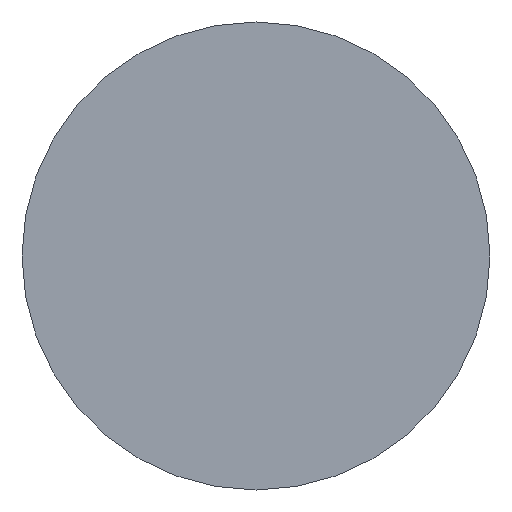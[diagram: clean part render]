
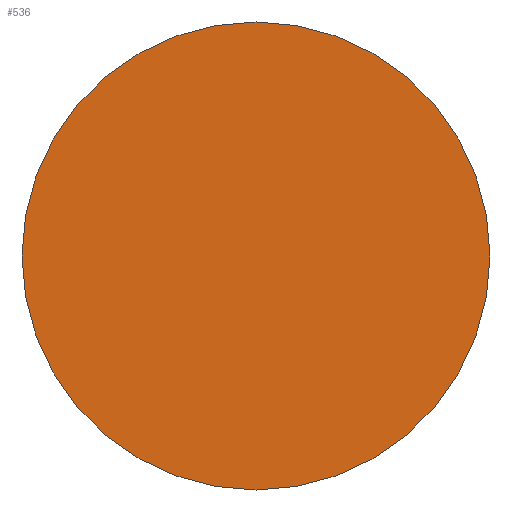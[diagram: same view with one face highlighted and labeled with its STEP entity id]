
A CAD part, front view. The second image highlights one B-rep face of the part: STEP entity #536.
In plain terms, the highlighted planar face has unit normal (0, -1, 0).
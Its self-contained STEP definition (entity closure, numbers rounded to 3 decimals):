
#52=PLANE('',#620);
#110=FACE_OUTER_BOUND('',#145,.T.);
#145=EDGE_LOOP('',(#465,#466));
#204=CIRCLE('',#615,10.);
#205=CIRCLE('',#616,10.);
#254=VERTEX_POINT('',#964);
#255=VERTEX_POINT('',#965);
#326=EDGE_CURVE('',#254,#255,#204,.T.);
#327=EDGE_CURVE('',#255,#254,#205,.T.);
#465=ORIENTED_EDGE('',*,*,#326,.T.);
#466=ORIENTED_EDGE('',*,*,#327,.T.);
#536=ADVANCED_FACE('',(#110),#52,.T.);
#615=AXIS2_PLACEMENT_3D('',#966,#753,#754);
#616=AXIS2_PLACEMENT_3D('',#967,#755,#756);
#620=AXIS2_PLACEMENT_3D('',#975,#764,#765);
#753=DIRECTION('center_axis',(0.,-1.,0.));
#754=DIRECTION('ref_axis',(-1.,0.,0.));
#755=DIRECTION('center_axis',(0.,-1.,0.));
#756=DIRECTION('ref_axis',(-1.,0.,0.));
#764=DIRECTION('center_axis',(0.,-1.,0.));
#765=DIRECTION('ref_axis',(0.,0.,-1.));
#964=CARTESIAN_POINT('',(-10.,0.,0.));
#965=CARTESIAN_POINT('',(10.,0.,0.));
#966=CARTESIAN_POINT('Origin',(0.,0.,0.));
#967=CARTESIAN_POINT('Origin',(0.,0.,0.));
#975=CARTESIAN_POINT('Origin',(-5.,0.,0.));
